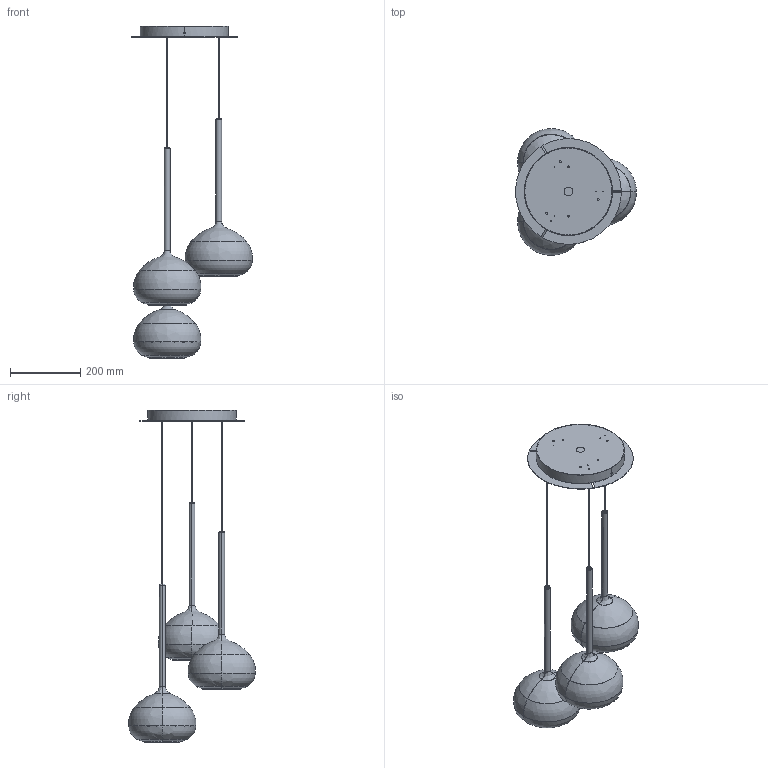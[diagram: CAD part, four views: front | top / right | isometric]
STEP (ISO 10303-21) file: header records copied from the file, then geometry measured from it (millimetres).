
FILE_DESCRIPTION(/* description */ (''),/* implementation_level */ '2;1');
FILE_NAME(/* name */ 'BEBA_3~1',/* time_stamp */ '2021-06-18T12:39:23+02:00',/* author */ (''),/* organization */ (''),/* preprocessor_version */ 'ST-DEVELOPER v15',/* originating_system */ '',/* authorisation */ '');
FILE_SCHEMA (('CONFIG_CONTROL_DESIGN'));
Length unit declared in the file: millimetre
Products named in the file (6): Document; BEBA_ROSONE_3LUCI_AF0_ASM; BEB001_002_AF0; BEB001_001; BEBA_R1; BEBA_R_INTERNO3
Assembly tree (9 placements, depth 3):
  Document
    BEBA_ROSONE_3LUCI_AF0_ASM
      BEB001_002_AF0
      BEB001_001
    BEBA_R1  x3
    BEBA_R_INTERNO3  x3
Bounding box: 342.9 x 359.74 x 942.24 mm (x, y, z)
Volume: 1034235.7 mm3; surface area: 1135582.8 mm2
Topology: 11 solids, 17 shells, 332 faces, 721 edges, 439 vertices
Faces by surface type: bspline 252, plane 80
Entity records: 10305 total; most frequent: CARTESIAN_POINT 6799, ORIENTED_EDGE 953, EDGE_CURVE 481, VERTEX_POINT 307, EDGE_LOOP 260, ADVANCED_FACE 212, FACE_OUTER_BOUND 212, B_SPLINE_CURVE_WITH_KNOTS 200
